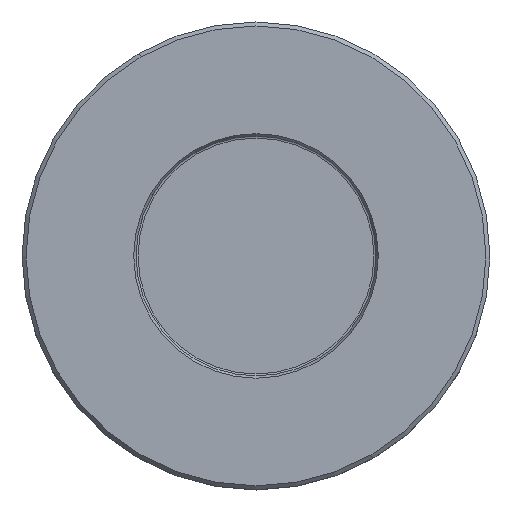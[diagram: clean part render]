
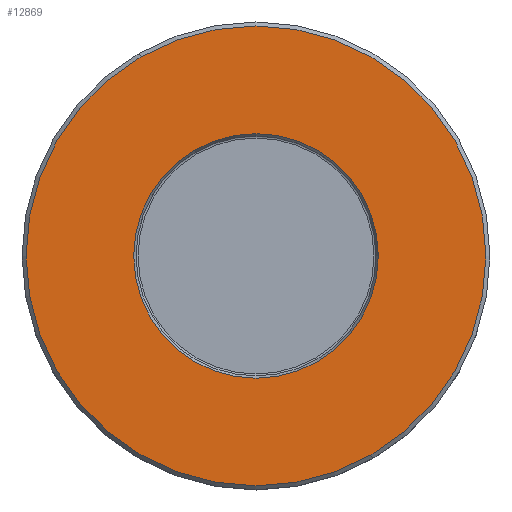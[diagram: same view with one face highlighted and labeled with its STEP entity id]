
A CAD part, top view. The second image highlights one B-rep face of the part: STEP entity #12869.
In plain terms, the highlighted planar face has unit normal (0, 0, 1).
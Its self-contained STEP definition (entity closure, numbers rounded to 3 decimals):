
#224=CARTESIAN_POINT('',(0.,0.,60.));
#225=DIRECTION('',(0.,0.,1.));
#226=DIRECTION('',(-0.5,0.866,0.));
#227=AXIS2_PLACEMENT_3D('',#224,#225,#226);
#232=CARTESIAN_POINT('',(0.,0.,60.));
#233=DIRECTION('',(0.,0.,-1.));
#234=DIRECTION('',(-0.5,0.866,0.));
#235=AXIS2_PLACEMENT_3D('',#232,#233,#234);
#254=CARTESIAN_POINT('',(0.,0.,60.));
#255=DIRECTION('',(0.,0.,-1.));
#256=DIRECTION('',(-0.5,0.866,0.));
#257=AXIS2_PLACEMENT_3D('',#254,#255,#256);
#262=CARTESIAN_POINT('',(0.,0.,60.));
#263=DIRECTION('',(0.,0.,1.));
#264=DIRECTION('',(-0.5,0.866,0.));
#265=AXIS2_PLACEMENT_3D('',#262,#263,#264);
#12556=CARTESIAN_POINT('',(-15.289,26.481,60.));
#12557=VERTEX_POINT('',#12556);
#12558=CARTESIAN_POINT('',(-28.75,49.796,60.));
#12560=VERTEX_POINT('',#12558);
#12612=CARTESIAN_POINT('',(15.289,-26.481,60.));
#12613=VERTEX_POINT('',#12612);
#12614=CARTESIAN_POINT('',(28.75,-49.796,60.));
#12616=VERTEX_POINT('',#12614);
#12854=CARTESIAN_POINT('',(0.,0.,60.));
#12855=DIRECTION('',(0.,0.,1.));
#12856=DIRECTION('',(0.5,-0.866,0.));
#12857=AXIS2_PLACEMENT_3D('',#12854,#12855,#12856);
#12858=PLANE('',#12857);
#12860=ORIENTED_EDGE('',*,*,#12859,.T.);
#12862=ORIENTED_EDGE('',*,*,#12861,.F.);
#12863=EDGE_LOOP('',(#12860,#12862));
#12864=FACE_OUTER_BOUND('',#12863,.F.);
#12865=ORIENTED_EDGE('',*,*,#12836,.T.);
#12866=ORIENTED_EDGE('',*,*,#12847,.F.);
#12867=EDGE_LOOP('',(#12865,#12866));
#12868=FACE_BOUND('',#12867,.F.);
#12869=ADVANCED_FACE('',(#12864,#12868),#12858,.T.);
#228=CIRCLE('',#227,30.577);
#236=CIRCLE('',#235,30.577);
#258=CIRCLE('',#257,57.5);
#266=CIRCLE('',#265,57.5);
#12836=EDGE_CURVE('',#12557,#12613,#228,.T.);
#12847=EDGE_CURVE('',#12557,#12613,#236,.T.);
#12859=EDGE_CURVE('',#12560,#12616,#258,.T.);
#12861=EDGE_CURVE('',#12560,#12616,#266,.T.);
